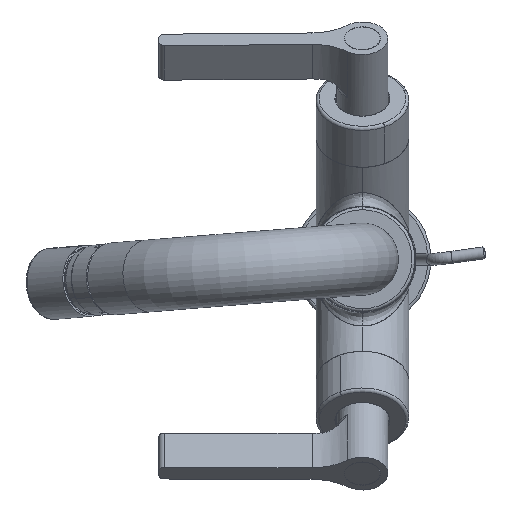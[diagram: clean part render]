
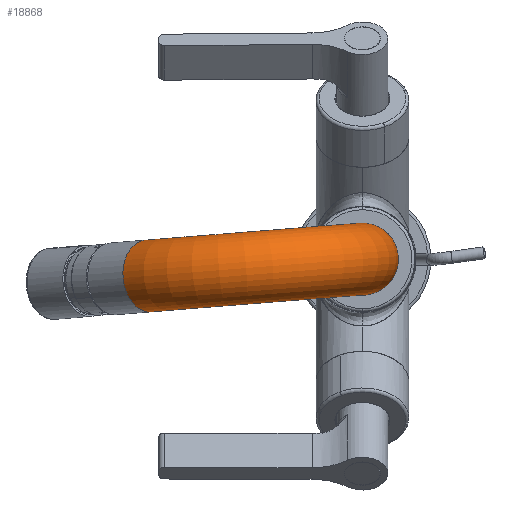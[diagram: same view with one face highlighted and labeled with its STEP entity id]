
A CAD part, top view. The second image highlights one B-rep face of the part: STEP entity #18868.
In plain terms, the highlighted toroidal (fillet/blend) face has major radius 42 mm and minor radius 12 mm.
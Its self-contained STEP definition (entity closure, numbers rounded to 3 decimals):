
#18197=CARTESIAN_POINT('Vertex',(-72.425,6.267,133.152)) ;
#18213=CARTESIAN_POINT('Vertex',(-70.519,-17.657,133.152)) ;
#18250=CARTESIAN_POINT('Control Point',(-70.519,-17.657,133.152)) ;
#18251=CARTESIAN_POINT('Control Point',(-73.176,-17.869,135.817)) ;
#18252=CARTESIAN_POINT('Control Point',(-75.953,-16.609,138.485)) ;
#18253=CARTESIAN_POINT('Control Point',(-78.291,-13.806,140.593)) ;
#18254=CARTESIAN_POINT('Control Point',(-79.631,-10.127,141.637)) ;
#18255=CARTESIAN_POINT('Control Point',(-79.93,-6.369,141.637)) ;
#18256=CARTESIAN_POINT('Vertex',(-79.93,-6.369,141.637)) ;
#18260=CARTESIAN_POINT('Control Point',(-79.93,-6.369,141.637)) ;
#18261=CARTESIAN_POINT('Control Point',(-80.23,-2.611,141.637)) ;
#18262=CARTESIAN_POINT('Control Point',(-79.489,1.233,140.593)) ;
#18263=CARTESIAN_POINT('Control Point',(-77.625,4.372,138.485)) ;
#18264=CARTESIAN_POINT('Control Point',(-75.082,6.055,135.817)) ;
#18265=CARTESIAN_POINT('Control Point',(-72.425,6.267,133.152)) ;
#18768=CARTESIAN_POINT('Vertex',(-0.953,11.962,103.453)) ;
#18775=CARTESIAN_POINT('Vertex',(0.953,-11.962,103.453)) ;
#18800=CARTESIAN_POINT('Control Point',(11.962,0.953,103.453)) ;
#18801=CARTESIAN_POINT('Control Point',(11.663,4.711,103.453)) ;
#18802=CARTESIAN_POINT('Control Point',(9.891,8.355,103.453)) ;
#18803=CARTESIAN_POINT('Control Point',(6.684,11.09,103.453)) ;
#18804=CARTESIAN_POINT('Control Point',(2.805,12.262,103.453)) ;
#18805=CARTESIAN_POINT('Control Point',(-0.953,11.962,103.453)) ;
#18806=CARTESIAN_POINT('Vertex',(11.962,0.953,103.453)) ;
#18810=CARTESIAN_POINT('Control Point',(0.953,-11.962,103.453)) ;
#18811=CARTESIAN_POINT('Control Point',(4.711,-11.663,103.453)) ;
#18812=CARTESIAN_POINT('Control Point',(8.355,-9.891,103.453)) ;
#18813=CARTESIAN_POINT('Control Point',(11.09,-6.684,103.453)) ;
#18814=CARTESIAN_POINT('Control Point',(12.262,-2.805,103.453)) ;
#18815=CARTESIAN_POINT('Control Point',(11.962,0.953,103.453)) ;
#18845=CARTESIAN_POINT('Axis2P3D Location',(-41.867,-3.336,103.453)) ;
#18850=CARTESIAN_POINT('Axis2P3D Location',(-40.914,-15.298,103.453)) ;
#18855=CARTESIAN_POINT('Axis2P3D Location',(-42.82,8.626,103.453)) ;
#18846=DIRECTION('Axis2P3D Direction',(-0.079,0.997,0.)) ;
#18847=DIRECTION('Axis2P3D XDirection',(-0.705,-0.056,0.707)) ;
#18851=DIRECTION('Axis2P3D Direction',(-0.079,0.997,0.)) ;
#18856=DIRECTION('Axis2P3D Direction',(-0.079,0.997,0.)) ;
#18848=AXIS2_PLACEMENT_3D('Torus Axis2P3D',#18845,#18846,#18847) ;
#18852=AXIS2_PLACEMENT_3D('Circle Axis2P3D',#18850,#18851,$) ;
#18857=AXIS2_PLACEMENT_3D('Circle Axis2P3D',#18855,#18856,$) ;
#18853=CIRCLE('generated circle',#18852,42.) ;
#18858=CIRCLE('generated circle',#18857,42.) ;
#18849=TOROIDAL_SURFACE('homeo Torus',#18848,42.,12.) ;
#18258=EDGE_CURVE('',#18214,#18257,#18249,.T.) ;
#18266=EDGE_CURVE('',#18257,#18198,#18259,.T.) ;
#18808=EDGE_CURVE('',#18807,#18769,#18799,.T.) ;
#18816=EDGE_CURVE('',#18776,#18807,#18809,.T.) ;
#18854=EDGE_CURVE('',#18214,#18776,#18853,.T.) ;
#18859=EDGE_CURVE('',#18198,#18769,#18858,.T.) ;
#18861=ORIENTED_EDGE('',*,*,#18258,.F.) ;
#18862=ORIENTED_EDGE('',*,*,#18854,.T.) ;
#18863=ORIENTED_EDGE('',*,*,#18816,.T.) ;
#18864=ORIENTED_EDGE('',*,*,#18808,.T.) ;
#18865=ORIENTED_EDGE('',*,*,#18859,.F.) ;
#18866=ORIENTED_EDGE('',*,*,#18266,.F.) ;
#18860=EDGE_LOOP('',(#18861,#18862,#18863,#18864,#18865,#18866)) ;
#18198=VERTEX_POINT('',#18197) ;
#18214=VERTEX_POINT('',#18213) ;
#18257=VERTEX_POINT('',#18256) ;
#18769=VERTEX_POINT('',#18768) ;
#18776=VERTEX_POINT('',#18775) ;
#18807=VERTEX_POINT('',#18806) ;
#18868=ADVANCED_FACE('BA00055.1\\P42193.1\\PartBody',(#18867),#18849,.T.) ;
#18249=B_SPLINE_CURVE_WITH_KNOTS('',5,(#18250,#18251,#18252,#18253,#18254,#18255),.UNSPECIFIED.,.F.,.U.,(6,6),(-18.85,0.),.UNSPECIFIED.) ;
#18259=B_SPLINE_CURVE_WITH_KNOTS('',5,(#18260,#18261,#18262,#18263,#18264,#18265),.UNSPECIFIED.,.F.,.U.,(6,6),(0.,18.85),.UNSPECIFIED.) ;
#18799=B_SPLINE_CURVE_WITH_KNOTS('',5,(#18800,#18801,#18802,#18803,#18804,#18805),.UNSPECIFIED.,.F.,.U.,(6,6),(0.,18.85),.UNSPECIFIED.) ;
#18809=B_SPLINE_CURVE_WITH_KNOTS('',5,(#18810,#18811,#18812,#18813,#18814,#18815),.UNSPECIFIED.,.F.,.U.,(6,6),(-18.85,0.),.UNSPECIFIED.) ;
#18867=FACE_OUTER_BOUND('',#18860,.T.) ;
